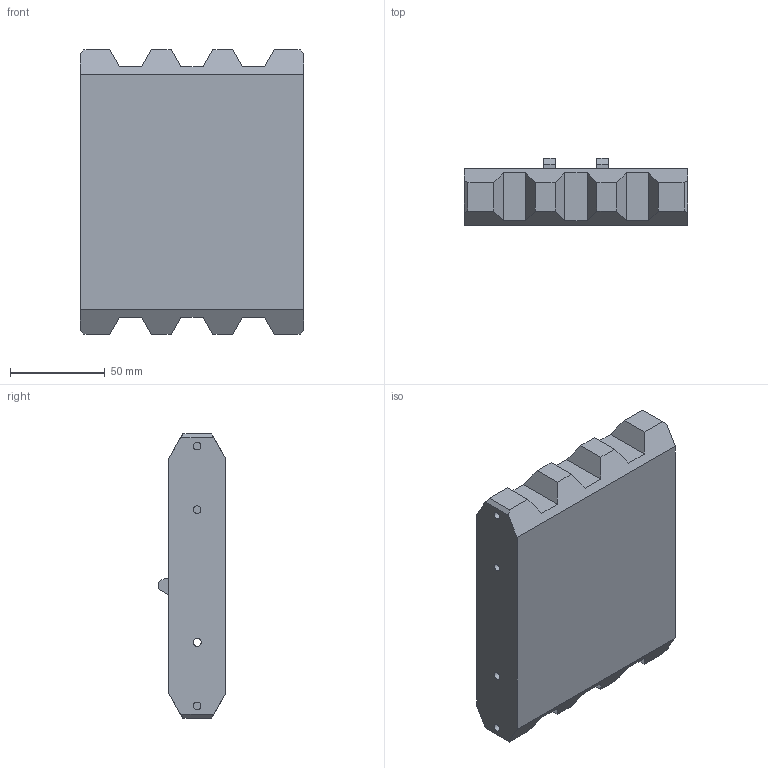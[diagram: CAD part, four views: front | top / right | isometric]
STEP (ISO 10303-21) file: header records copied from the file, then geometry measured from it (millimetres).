
FILE_DESCRIPTION(/* description */ (''),/* implementation_level */ '2;1');
FILE_NAME(/* name */ 'HexBodyV2.ipt.step',/* time_stamp */ '2024-02-27T11:28:49-06:00',/* author */ ('smz3rm'),/* organization */ (''),/* preprocessor_version */ 'ST-DEVELOPER v18',/* originating_system */ 'Autodesk Inventor 2020',/* authorisation */ '');
FILE_SCHEMA (('AUTOMOTIVE_DESIGN { 1 0 10303 214 3 1 1 }'));
Length unit declared in the file: millimetre
Products named in the file (1): HexBodyV2
Bounding box: 118 x 35.46 x 150 mm (x, y, z)
Volume: 170899.5 mm3; surface area: 77808.2 mm2
Topology: 1 solids, 1 shells, 182 faces, 512 edges, 350 vertices
Faces by surface type: plane 157, cylinder 25
Full cylindrical faces by diameter (mm): 2.3 x2, 3.75 x9, 4 x6, 4.2 x2, 16.5 x2
Entity records: 5931 total; most frequent: CARTESIAN_POINT 1045, ORIENTED_EDGE 1024, DIRECTION 968, EDGE_CURVE 512, LINE 422, VECTOR 422, VERTEX_POINT 350, AXIS2_PLACEMENT_3D 273
